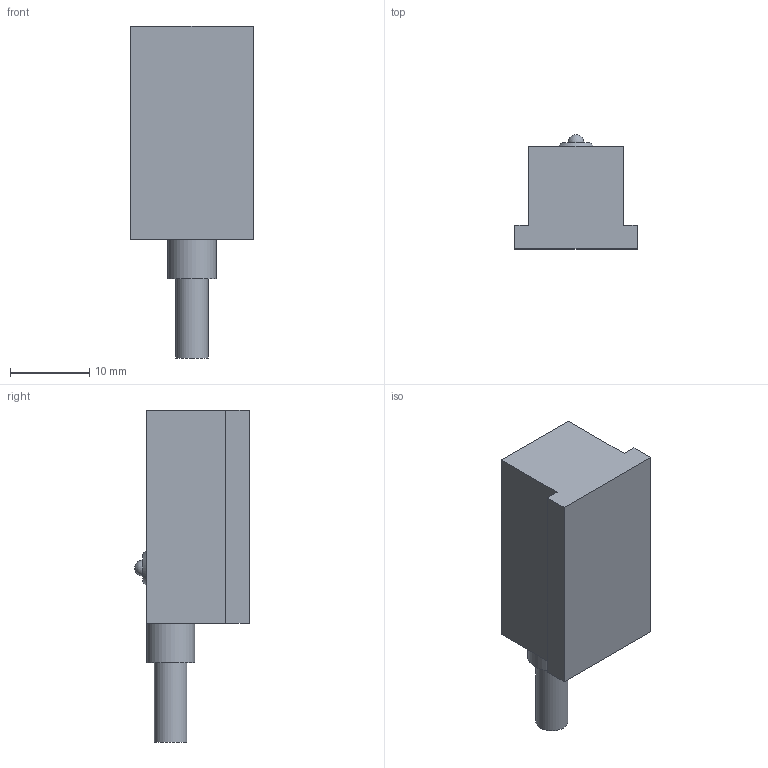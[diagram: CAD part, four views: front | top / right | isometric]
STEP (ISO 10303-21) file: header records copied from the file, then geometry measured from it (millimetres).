
FILE_DESCRIPTION(/* description */ (''),/* implementation_level */ '2;1');
FILE_NAME(/* name */ '1500_#.stp',/* time_stamp */ '2017-11-20T08:20:37+01:00',/* author */ ('Maniean1'),/* organization */ ('Pneumax S.p.A.'),/* preprocessor_version */ 'ST-DEVELOPER v16.5',/* originating_system */ 'Autodesk Inventor 2017',/* authorisation */ '');
FILE_SCHEMA (('AUTOMOTIVE_DESIGN { 1 0 10303 214 3 1 1 }'));
Length unit declared in the file: millimetre
Products named in the file (1): 1500_HAP
Bounding box: 15.5 x 14.5 x 42 mm (x, y, z)
Volume: 4782.1 mm3; surface area: 2102.4 mm2
Topology: 1 solids, 1 shells, 17 faces, 39 edges, 26 vertices
Faces by surface type: plane 13, cylinder 2, sphere 1, cone 1
Full cylindrical faces by diameter (mm): 4.1 x1, 6.1 x1
Entity records: 480 total; most frequent: DIRECTION 75, CARTESIAN_POINT 73, ORIENTED_EDGE 64, EDGE_CURVE 32, LINE 25, VECTOR 25, AXIS2_PLACEMENT_3D 25, EDGE_LOOP 23
